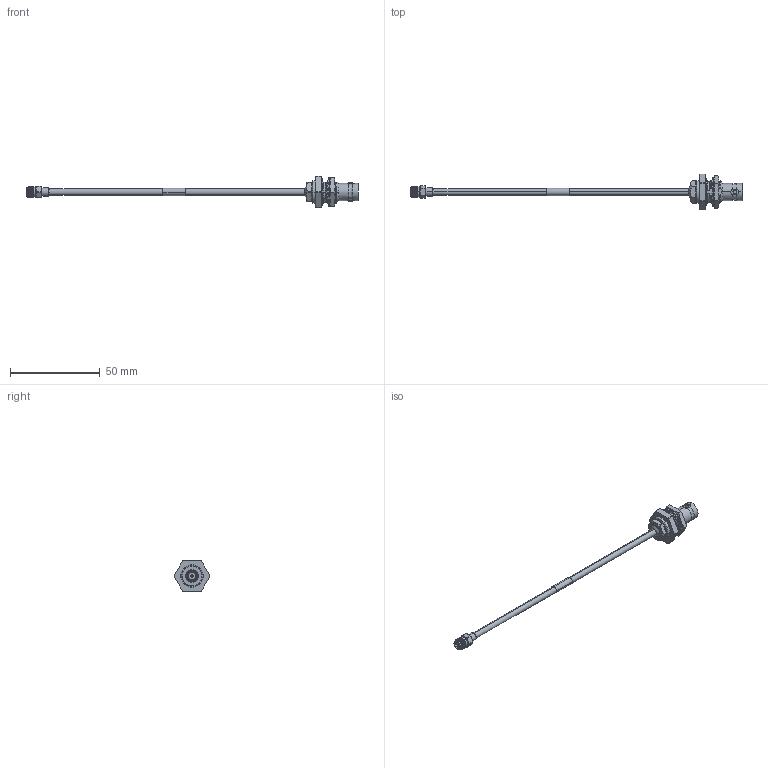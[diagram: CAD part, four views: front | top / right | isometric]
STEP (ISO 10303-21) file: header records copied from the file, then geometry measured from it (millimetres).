
FILE_DESCRIPTION (( 'STEP AP214' ), '1' );
FILE_NAME ('LCCA30405.step', '2020-05-01T17:17:52', ( '' ), ( '' ), 'SwSTEP 2.0', 'SolidWorks 2018', '' );
FILE_SCHEMA (( 'AUTOMOTIVE_DESIGN' ));
Length unit declared in the file: inch
Products named in the file (7): LCCN3047; LCCA30405; solder plug right^LCCA30405; LC141TB (141 FORMABLE); 1AW01-003_.152 ID; solder plug left^LCCA30405; LCCN3065
Assembly tree (6 placements, depth 2):
  LCCA30405
    LC141TB (141 FORMABLE)
    LCCN3047
    solder plug left^LCCA30405
    1AW01-003_.152 ID
    LCCN3065
    solder plug right^LCCA30405
Bounding box: 184.97 x 19.93 x 17.5 mm (x, y, z)
Volume: 4746.4 mm3; surface area: 5689.3 mm2
Topology: 10 solids, 10 shells, 371 faces, 982 edges, 648 vertices
Faces by surface type: cylinder 131, plane 92, bspline 73, cone 69, sphere 4, torus 2
Entity records: 22264 total; most frequent: CARTESIAN_POINT 13196, ORIENTED_EDGE 1964, DIRECTION 1518, EDGE_CURVE 982, VERTEX_POINT 648, AXIS2_PLACEMENT_3D 620, EDGE_LOOP 402, ADVANCED_FACE 371
